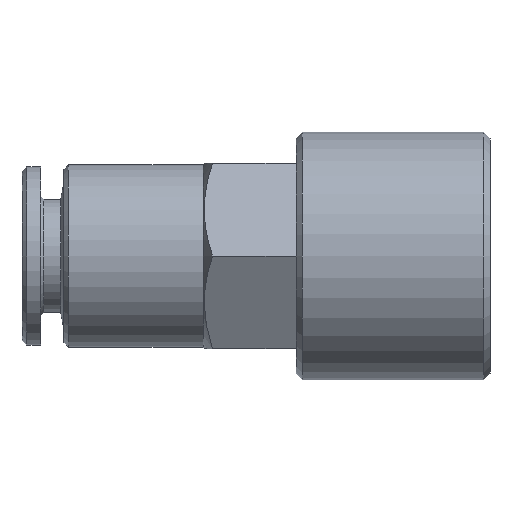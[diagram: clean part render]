
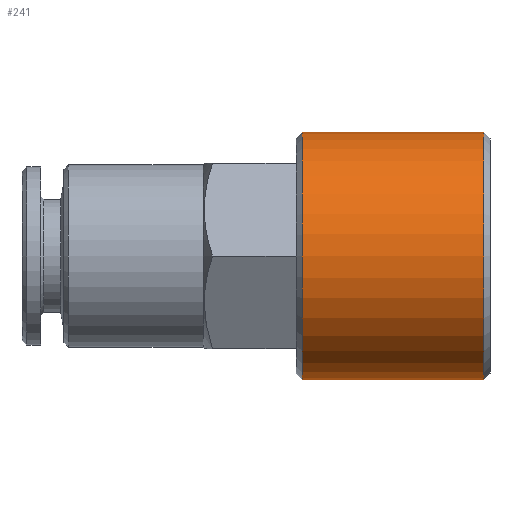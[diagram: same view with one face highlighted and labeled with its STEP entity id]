
A CAD part, left-side view. The second image highlights one B-rep face of the part: STEP entity #241.
In plain terms, the highlighted cylindrical face has radius 8 mm (diameter 16 mm), a partial arc.
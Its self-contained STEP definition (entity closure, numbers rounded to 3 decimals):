
#18 = VERTEX_POINT ( 'NONE', #684 ) ;
#19 = VERTEX_POINT ( 'NONE', #683 ) ;
#190 = EDGE_CURVE ( 'NONE', #19, #191, #876, .T. ) ;
#191 = VERTEX_POINT ( 'NONE', #872 ) ;
#201 = EDGE_LOOP ( 'NONE', ( #269, #308, #280, #281 ) ) ;
#225 = VERTEX_POINT ( 'NONE', #731 ) ;
#241 = ADVANCED_FACE ( 'NONE', ( #965 ), #942, .T. ) ;
#269 = ORIENTED_EDGE ( 'NONE', *, *, #190, .F. ) ;
#280 = ORIENTED_EDGE ( 'NONE', *, *, #305, .T. ) ;
#281 = ORIENTED_EDGE ( 'NONE', *, *, #321, .F. ) ;
#301 = EDGE_CURVE ( 'NONE', #19, #18, #1084, .T. ) ;
#305 = EDGE_CURVE ( 'NONE', #18, #225, #1066, .T. ) ;
#308 = ORIENTED_EDGE ( 'NONE', *, *, #301, .T. ) ;
#321 = EDGE_CURVE ( 'NONE', #191, #225, #1042, .T. ) ;
#683 = CARTESIAN_POINT ( 'NONE',  ( 0., 12.1, 8. ) ) ;
#684 = CARTESIAN_POINT ( 'NONE',  ( 0., 12.1, -8. ) ) ;
#731 = CARTESIAN_POINT ( 'NONE',  ( 0., 0.4, -8. ) ) ;
#872 = CARTESIAN_POINT ( 'NONE',  ( 0., 0.4, 8. ) ) ;
#873 = DIRECTION ( 'NONE',  ( 0., -1., 0. ) ) ;
#874 = VECTOR ( 'NONE', #873, 1000. ) ;
#875 = CARTESIAN_POINT ( 'NONE',  ( 0., -11.278, 8. ) ) ;
#876 = LINE ( 'NONE', #875, #874 ) ;
#941 = AXIS2_PLACEMENT_3D ( 'NONE', #954, #970, #969 ) ;
#942 = CYLINDRICAL_SURFACE ( 'NONE', #941, 8. ) ;
#954 = CARTESIAN_POINT ( 'NONE',  ( 0., -11.278, 0. ) ) ;
#965 = FACE_OUTER_BOUND ( 'NONE', #201, .T. ) ;
#969 = DIRECTION ( 'NONE',  ( 0., 0., -1. ) ) ;
#970 = DIRECTION ( 'NONE',  ( 0., -1., 0. ) ) ;
#1039 = DIRECTION ( 'NONE',  ( 0., 0., -1. ) ) ;
#1040 = DIRECTION ( 'NONE',  ( 0., -1., 0. ) ) ;
#1041 = AXIS2_PLACEMENT_3D ( 'NONE', #1046, #1040, #1039 ) ;
#1042 = CIRCLE ( 'NONE', #1041, 8. ) ;
#1046 = CARTESIAN_POINT ( 'NONE',  ( 0., 0.4, 0. ) ) ;
#1063 = DIRECTION ( 'NONE',  ( 0., -1., 0. ) ) ;
#1064 = VECTOR ( 'NONE', #1063, 1000. ) ;
#1065 = CARTESIAN_POINT ( 'NONE',  ( 0., -11.278, -8. ) ) ;
#1066 = LINE ( 'NONE', #1065, #1064 ) ;
#1080 = DIRECTION ( 'NONE',  ( 0., 0., -1. ) ) ;
#1081 = DIRECTION ( 'NONE',  ( 0., -1., 0. ) ) ;
#1082 = CARTESIAN_POINT ( 'NONE',  ( 0., 12.1, 0. ) ) ;
#1083 = AXIS2_PLACEMENT_3D ( 'NONE', #1082, #1081, #1080 ) ;
#1084 = CIRCLE ( 'NONE', #1083, 8. ) ;
